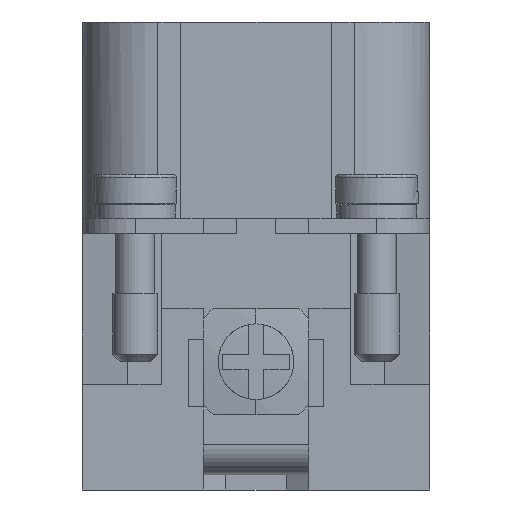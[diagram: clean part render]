
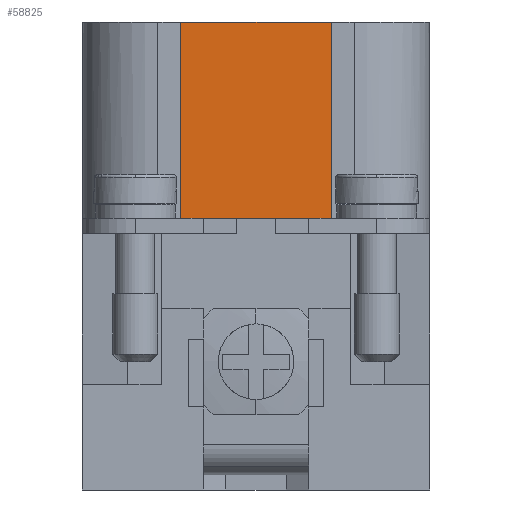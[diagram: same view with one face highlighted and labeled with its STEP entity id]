
A CAD part, left-side view. The second image highlights one B-rep face of the part: STEP entity #58825.
In plain terms, the highlighted planar face has unit normal (-1, 0, 0).
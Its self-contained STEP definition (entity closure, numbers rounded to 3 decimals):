
#47276=CARTESIAN_POINT('',(-36.0,-3.5,0.0));
#47277=VERTEX_POINT('',#47276);
#47300=CARTESIAN_POINT('',(-36.0,-5.0,0.0));
#47301=VERTEX_POINT('',#47300);
#47302=CARTESIAN_POINT('',(-36.0,-3.5,0.0));
#47303=DIRECTION('',(0.0,-1.0,0.0));
#47304=VECTOR('',#47303,1.5);
#47305=LINE('',#47302,#47304);
#47306=EDGE_CURVE('',#47277,#47301,#47305,.T.);
#47348=CARTESIAN_POINT('',(-36.0,5.0,0.0));
#47349=VERTEX_POINT('',#47348);
#47350=CARTESIAN_POINT('',(-36.0,3.5,0.0));
#47351=VERTEX_POINT('',#47350);
#47352=CARTESIAN_POINT('',(-36.0,5.0,0.0));
#47353=DIRECTION('',(0.0,-1.0,0.0));
#47354=VECTOR('',#47353,1.5);
#47355=LINE('',#47352,#47354);
#47356=EDGE_CURVE('',#47349,#47351,#47355,.T.);
#58219=CARTESIAN_POINT('',(-36.0,3.5,0.0));
#58220=DIRECTION('',(0.0,-1.0,0.0));
#58221=VECTOR('',#58220,7.0);
#58222=LINE('',#58219,#58221);
#58223=EDGE_CURVE('',#47351,#47277,#58222,.T.);
#58793=CARTESIAN_POINT('',(-36.0,-5.0,0.0));
#58794=DIRECTION('',(-1.0,0.0,0.0));
#58795=DIRECTION('',(0.0,0.0,1.0));
#58796=AXIS2_PLACEMENT_3D('',#58793,#58794,#58795);
#58797=PLANE('',#58796);
#58798=CARTESIAN_POINT('',(-36.0,-5.0,13.0));
#58799=VERTEX_POINT('',#58798);
#58800=CARTESIAN_POINT('',(-36.0,5.0,13.0));
#58801=VERTEX_POINT('',#58800);
#58802=CARTESIAN_POINT('',(-36.0,-5.0,13.0));
#58803=DIRECTION('',(0.0,1.0,0.0));
#58804=VECTOR('',#58803,10.0);
#58805=LINE('',#58802,#58804);
#58806=EDGE_CURVE('',#58799,#58801,#58805,.T.);
#58807=ORIENTED_EDGE('',*,*,#58806,.T.);
#58808=CARTESIAN_POINT('',(-36.0,5.0,0.0));
#58809=DIRECTION('',(0.0,0.0,1.0));
#58810=VECTOR('',#58809,13.0);
#58811=LINE('',#58808,#58810);
#58812=EDGE_CURVE('',#47349,#58801,#58811,.T.);
#58813=ORIENTED_EDGE('',*,*,#58812,.F.);
#58814=ORIENTED_EDGE('',*,*,#47356,.T.);
#58815=ORIENTED_EDGE('',*,*,#58223,.T.);
#58816=ORIENTED_EDGE('',*,*,#47306,.T.);
#58817=CARTESIAN_POINT('',(-36.0,-5.0,0.0));
#58818=DIRECTION('',(0.0,0.0,1.0));
#58819=VECTOR('',#58818,13.0);
#58820=LINE('',#58817,#58819);
#58821=EDGE_CURVE('',#47301,#58799,#58820,.T.);
#58822=ORIENTED_EDGE('',*,*,#58821,.T.);
#58823=EDGE_LOOP('',(#58807,#58813,#58814,#58815,#58816,#58822));
#58824=FACE_OUTER_BOUND('',#58823,.T.);
#58825=ADVANCED_FACE('',(#58824),#58797,.T.);
